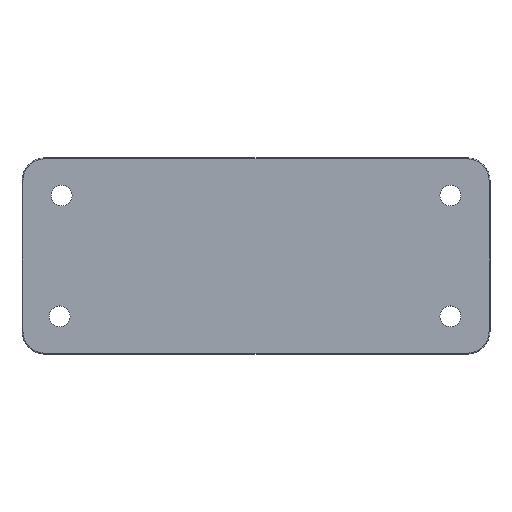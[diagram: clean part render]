
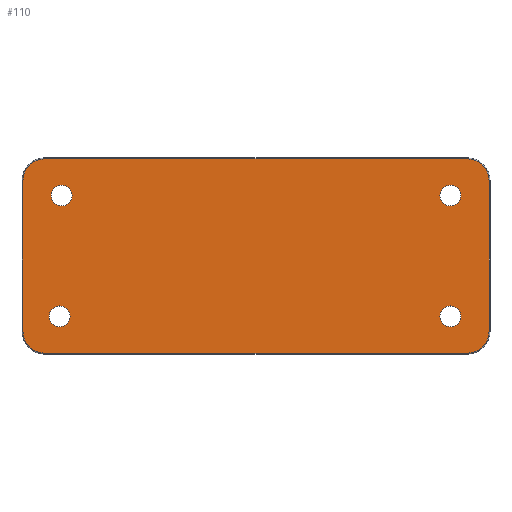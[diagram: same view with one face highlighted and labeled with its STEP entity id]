
A CAD part, top view. The second image highlights one B-rep face of the part: STEP entity #110.
In plain terms, the highlighted planar face has unit normal (0, 0, 1).
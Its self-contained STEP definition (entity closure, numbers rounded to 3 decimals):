
#110=ADVANCED_FACE('NONE',(#262,#263,#264,#265,#266),#267,.T.);
#262=FACE_OUTER_BOUND('',#452,.T.);
#263=FACE_BOUND('',#453,.T.);
#264=FACE_BOUND('',#454,.T.);
#265=FACE_BOUND('',#455,.T.);
#266=FACE_BOUND('',#456,.T.);
#267=PLANE('',#457);
#452=EDGE_LOOP('',(#736,#737,#738,#739,#740,#741,#742,#743));
#453=EDGE_LOOP('',(#744,#745));
#454=EDGE_LOOP('',(#746,#747));
#455=EDGE_LOOP('',(#748,#749));
#456=EDGE_LOOP('',(#750,#751));
#457=AXIS2_PLACEMENT_3D('',#752,#753,#754);
#736=ORIENTED_EDGE('',*,*,#1207,.T.);
#737=ORIENTED_EDGE('',*,*,#1208,.T.);
#738=ORIENTED_EDGE('',*,*,#1209,.T.);
#739=ORIENTED_EDGE('',*,*,#1210,.T.);
#740=ORIENTED_EDGE('',*,*,#1211,.T.);
#741=ORIENTED_EDGE('',*,*,#1212,.T.);
#742=ORIENTED_EDGE('',*,*,#1213,.T.);
#743=ORIENTED_EDGE('',*,*,#1214,.T.);
#744=ORIENTED_EDGE('',*,*,#1123,.F.);
#745=ORIENTED_EDGE('',*,*,#1215,.F.);
#746=ORIENTED_EDGE('',*,*,#1128,.F.);
#747=ORIENTED_EDGE('',*,*,#1216,.F.);
#748=ORIENTED_EDGE('',*,*,#1133,.F.);
#749=ORIENTED_EDGE('',*,*,#1217,.F.);
#750=ORIENTED_EDGE('',*,*,#1138,.F.);
#751=ORIENTED_EDGE('',*,*,#1218,.F.);
#752=CARTESIAN_POINT('',(-62.0,-26.0,7.0));
#753=DIRECTION('',(-0.0,0.0,1.0));
#754=DIRECTION('',(1.0,0.0,0.0));
#1123=EDGE_CURVE('NONE',#1337,#1338,#1339,.T.);
#1128=EDGE_CURVE('NONE',#1346,#1347,#1348,.T.);
#1133=EDGE_CURVE('NONE',#1355,#1356,#1357,.T.);
#1138=EDGE_CURVE('NONE',#1364,#1365,#1366,.T.);
#1207=EDGE_CURVE('NONE',#1481,#1482,#1483,.T.);
#1208=EDGE_CURVE('NONE',#1482,#1484,#1485,.T.);
#1209=EDGE_CURVE('NONE',#1484,#1486,#1487,.T.);
#1210=EDGE_CURVE('NONE',#1486,#1488,#1489,.T.);
#1211=EDGE_CURVE('NONE',#1488,#1490,#1491,.T.);
#1212=EDGE_CURVE('NONE',#1490,#1492,#1493,.T.);
#1213=EDGE_CURVE('NONE',#1492,#1494,#1495,.T.);
#1214=EDGE_CURVE('NONE',#1494,#1481,#1496,.T.);
#1215=EDGE_CURVE('NONE',#1338,#1337,#1497,.T.);
#1216=EDGE_CURVE('NONE',#1347,#1346,#1498,.T.);
#1217=EDGE_CURVE('NONE',#1356,#1355,#1499,.T.);
#1218=EDGE_CURVE('NONE',#1365,#1364,#1500,.T.);
#1337=VERTEX_POINT('NONE',#1643);
#1338=VERTEX_POINT('NONE',#1644);
#1339=CIRCLE('',#1645,2.75);
#1346=VERTEX_POINT('NONE',#1654);
#1347=VERTEX_POINT('NONE',#1655);
#1348=CIRCLE('',#1656,2.75);
#1355=VERTEX_POINT('NONE',#1665);
#1356=VERTEX_POINT('NONE',#1666);
#1357=CIRCLE('',#1667,2.75);
#1364=VERTEX_POINT('NONE',#1676);
#1365=VERTEX_POINT('NONE',#1677);
#1366=CIRCLE('',#1678,2.75);
#1481=VERTEX_POINT('NONE',#1827);
#1482=VERTEX_POINT('NONE',#1828);
#1483=LINE('',#1829,#1830);
#1484=VERTEX_POINT('NONE',#1831);
#1485=CIRCLE('',#1832,5.75);
#1486=VERTEX_POINT('NONE',#1833);
#1487=LINE('',#1834,#1835);
#1488=VERTEX_POINT('NONE',#1836);
#1489=CIRCLE('',#1837,5.75);
#1490=VERTEX_POINT('NONE',#1838);
#1491=LINE('',#1839,#1840);
#1492=VERTEX_POINT('NONE',#1841);
#1493=CIRCLE('',#1842,5.75);
#1494=VERTEX_POINT('NONE',#1843);
#1495=LINE('',#1844,#1845);
#1496=CIRCLE('',#1846,5.75);
#1497=CIRCLE('',#1847,2.75);
#1498=CIRCLE('',#1848,2.75);
#1499=CIRCLE('',#1849,2.75);
#1500=CIRCLE('',#1850,2.75);
#1643=CARTESIAN_POINT('',(48.75,16.0,7.0));
#1644=CARTESIAN_POINT('',(54.25,16.0,7.0));
#1645=AXIS2_PLACEMENT_3D('',#2018,#2019,#2020);
#1654=CARTESIAN_POINT('',(-54.25,16.0,7.0));
#1655=CARTESIAN_POINT('',(-48.75,16.0,7.0));
#1656=AXIS2_PLACEMENT_3D('',#2026,#2027,#2028);
#1665=CARTESIAN_POINT('',(48.75,-16.0,7.0));
#1666=CARTESIAN_POINT('',(54.25,-16.0,7.0));
#1667=AXIS2_PLACEMENT_3D('',#2034,#2035,#2036);
#1676=CARTESIAN_POINT('',(-54.75,-16.0,7.0));
#1677=CARTESIAN_POINT('',(-49.25,-16.0,7.0));
#1678=AXIS2_PLACEMENT_3D('',#2042,#2043,#2044);
#1827=CARTESIAN_POINT('',(-56.0,-25.75,7.0));
#1828=CARTESIAN_POINT('',(56.0,-25.75,7.0));
#1829=CARTESIAN_POINT('',(56.0,-25.75,7.0));
#1830=VECTOR('',#2154,1000.0);
#1831=CARTESIAN_POINT('',(61.75,-20.0,7.0));
#1832=AXIS2_PLACEMENT_3D('',#2155,#2156,#2157);
#1833=CARTESIAN_POINT('',(61.75,20.0,7.0));
#1834=CARTESIAN_POINT('',(61.75,20.0,7.0));
#1835=VECTOR('',#2158,1000.0);
#1836=CARTESIAN_POINT('',(56.0,25.75,7.0));
#1837=AXIS2_PLACEMENT_3D('',#2159,#2160,#2161);
#1838=CARTESIAN_POINT('',(-56.0,25.75,7.0));
#1839=CARTESIAN_POINT('',(-56.0,25.75,7.0));
#1840=VECTOR('',#2162,1000.0);
#1841=CARTESIAN_POINT('',(-61.75,20.0,7.0));
#1842=AXIS2_PLACEMENT_3D('',#2163,#2164,#2165);
#1843=CARTESIAN_POINT('',(-61.75,-20.0,7.0));
#1844=CARTESIAN_POINT('',(-61.75,-20.0,7.0));
#1845=VECTOR('',#2166,1000.0);
#1846=AXIS2_PLACEMENT_3D('',#2167,#2168,#2169);
#1847=AXIS2_PLACEMENT_3D('',#2170,#2171,#2172);
#1848=AXIS2_PLACEMENT_3D('',#2173,#2174,#2175);
#1849=AXIS2_PLACEMENT_3D('',#2176,#2177,#2178);
#1850=AXIS2_PLACEMENT_3D('',#2179,#2180,#2181);
#2018=CARTESIAN_POINT('',(51.5,16.0,7.0));
#2019=DIRECTION('',(-0.0,0.0,1.0));
#2020=DIRECTION('',(1.0,0.0,0.0));
#2026=CARTESIAN_POINT('',(-51.5,16.0,7.0));
#2027=DIRECTION('',(-0.0,0.0,1.0));
#2028=DIRECTION('',(1.0,0.0,0.0));
#2034=CARTESIAN_POINT('',(51.5,-16.0,7.0));
#2035=DIRECTION('',(-0.0,0.0,1.0));
#2036=DIRECTION('',(1.0,0.0,0.0));
#2042=CARTESIAN_POINT('',(-52.0,-16.0,7.0));
#2043=DIRECTION('',(-0.0,0.0,1.0));
#2044=DIRECTION('',(1.0,0.0,0.0));
#2154=DIRECTION('',(1.0,-0.0,0.0));
#2155=CARTESIAN_POINT('',(56.0,-20.0,7.0));
#2156=DIRECTION('',(-0.0,0.0,1.0));
#2157=DIRECTION('',(1.0,0.0,0.0));
#2158=DIRECTION('',(0.0,1.0,-0.0));
#2159=CARTESIAN_POINT('',(56.0,20.0,7.0));
#2160=DIRECTION('',(-0.0,0.0,1.0));
#2161=DIRECTION('',(1.0,0.0,0.0));
#2162=DIRECTION('',(-1.0,0.0,0.0));
#2163=CARTESIAN_POINT('',(-56.0,20.0,7.0));
#2164=DIRECTION('',(-0.0,0.0,1.0));
#2165=DIRECTION('',(1.0,0.0,0.0));
#2166=DIRECTION('',(0.,-1.0,0.0));
#2167=CARTESIAN_POINT('',(-56.0,-20.0,7.0));
#2168=DIRECTION('',(-0.0,0.0,1.0));
#2169=DIRECTION('',(1.0,0.0,0.0));
#2170=CARTESIAN_POINT('',(51.5,16.0,7.0));
#2171=DIRECTION('',(-0.0,0.0,1.0));
#2172=DIRECTION('',(1.0,0.0,0.0));
#2173=CARTESIAN_POINT('',(-51.5,16.0,7.0));
#2174=DIRECTION('',(-0.0,0.0,1.0));
#2175=DIRECTION('',(1.0,0.0,0.0));
#2176=CARTESIAN_POINT('',(51.5,-16.0,7.0));
#2177=DIRECTION('',(-0.0,0.0,1.0));
#2178=DIRECTION('',(1.0,0.0,0.0));
#2179=CARTESIAN_POINT('',(-52.0,-16.0,7.0));
#2180=DIRECTION('',(-0.0,0.0,1.0));
#2181=DIRECTION('',(1.0,0.0,0.0));
